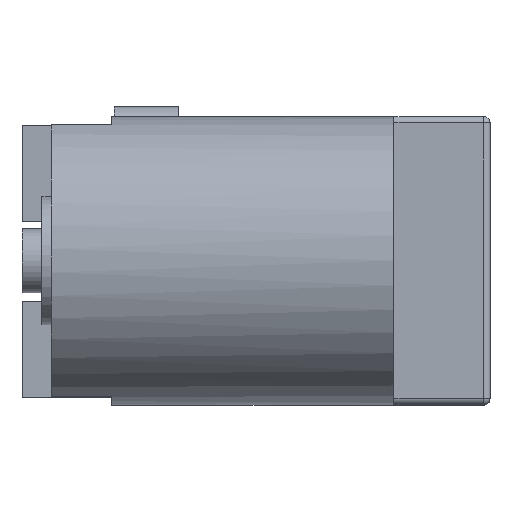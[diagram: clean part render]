
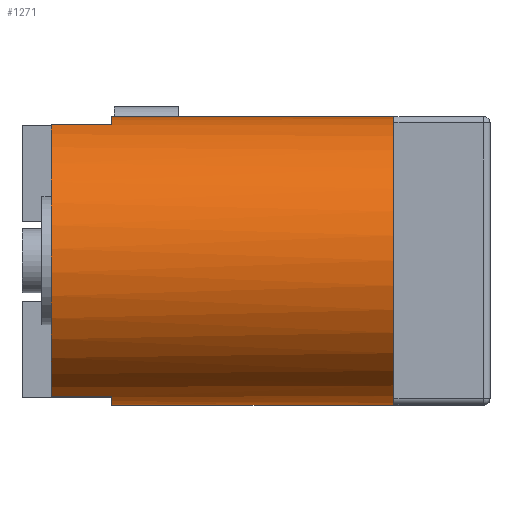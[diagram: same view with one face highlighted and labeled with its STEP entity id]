
A CAD part, top view. The second image highlights one B-rep face of the part: STEP entity #1271.
In plain terms, the highlighted cylindrical face has radius 4.5 mm (diameter 9 mm), a partial arc.
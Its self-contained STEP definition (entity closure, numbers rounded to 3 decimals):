
#1103=CARTESIAN_POINT('Line Origine',(-12.76,8.75,7.979)) ;
#1107=CARTESIAN_POINT('Vertex',(-13.7,8.75,7.979)) ;
#1109=CARTESIAN_POINT('Vertex',(-11.82,8.75,7.979)) ;
#1163=CARTESIAN_POINT('Vertex',(-13.7,0.25,7.979)) ;
#1193=CARTESIAN_POINT('Vertex',(-11.82,0.25,7.979)) ;
#1196=CARTESIAN_POINT('Line Origine',(-12.76,0.25,7.979)) ;
#1210=CARTESIAN_POINT('Axis2P3D Location',(-8.81,4.5,6.5)) ;
#1215=CARTESIAN_POINT('Axis2P3D Location',(-11.82,4.5,6.5)) ;
#1219=CARTESIAN_POINT('Vertex',(-11.82,0.,6.5)) ;
#1222=CARTESIAN_POINT('Line Origine',(-8.81,0.,6.5)) ;
#1226=CARTESIAN_POINT('Vertex',(-3.,0.,6.5)) ;
#1229=CARTESIAN_POINT('Axis2P3D Location',(-3.,4.5,6.5)) ;
#1233=CARTESIAN_POINT('Vertex',(-3.,4.5,11.)) ;
#1236=CARTESIAN_POINT('Axis2P3D Location',(-3.,4.5,6.5)) ;
#1240=CARTESIAN_POINT('Vertex',(-3.,9.,6.5)) ;
#1243=CARTESIAN_POINT('Line Origine',(-8.81,9.,6.5)) ;
#1247=CARTESIAN_POINT('Vertex',(-11.82,9.,6.5)) ;
#1250=CARTESIAN_POINT('Axis2P3D Location',(-11.82,4.5,6.5)) ;
#1255=CARTESIAN_POINT('Axis2P3D Location',(-13.7,4.5,6.5)) ;
#1104=DIRECTION('Vector Direction',(1.,0.,0.)) ;
#1197=DIRECTION('Vector Direction',(1.,0.,0.)) ;
#1211=DIRECTION('Axis2P3D Direction',(-1.,0.,0.)) ;
#1212=DIRECTION('Axis2P3D XDirection',(0.,-1.,0.)) ;
#1216=DIRECTION('Axis2P3D Direction',(-1.,0.,0.)) ;
#1223=DIRECTION('Vector Direction',(-1.,0.,0.)) ;
#1230=DIRECTION('Axis2P3D Direction',(-1.,0.,0.)) ;
#1237=DIRECTION('Axis2P3D Direction',(-1.,0.,0.)) ;
#1244=DIRECTION('Vector Direction',(-1.,0.,0.)) ;
#1251=DIRECTION('Axis2P3D Direction',(-1.,0.,0.)) ;
#1256=DIRECTION('Axis2P3D Direction',(-1.,0.,0.)) ;
#1213=AXIS2_PLACEMENT_3D('Cylinder Axis2P3D',#1210,#1211,#1212) ;
#1217=AXIS2_PLACEMENT_3D('Circle Axis2P3D',#1215,#1216,$) ;
#1231=AXIS2_PLACEMENT_3D('Circle Axis2P3D',#1229,#1230,$) ;
#1238=AXIS2_PLACEMENT_3D('Circle Axis2P3D',#1236,#1237,$) ;
#1252=AXIS2_PLACEMENT_3D('Circle Axis2P3D',#1250,#1251,$) ;
#1257=AXIS2_PLACEMENT_3D('Circle Axis2P3D',#1255,#1256,$) ;
#1261=ORIENTED_EDGE('',*,*,#1200,.T.) ;
#1262=ORIENTED_EDGE('',*,*,#1221,.F.) ;
#1263=ORIENTED_EDGE('',*,*,#1228,.T.) ;
#1264=ORIENTED_EDGE('',*,*,#1235,.T.) ;
#1265=ORIENTED_EDGE('',*,*,#1242,.T.) ;
#1266=ORIENTED_EDGE('',*,*,#1249,.F.) ;
#1267=ORIENTED_EDGE('',*,*,#1254,.F.) ;
#1268=ORIENTED_EDGE('',*,*,#1111,.F.) ;
#1269=ORIENTED_EDGE('',*,*,#1259,.T.) ;
#1105=VECTOR('Line Direction',#1104,1.) ;
#1198=VECTOR('Line Direction',#1197,1.) ;
#1224=VECTOR('Line Direction',#1223,1.) ;
#1245=VECTOR('Line Direction',#1244,1.) ;
#1271=ADVANCED_FACE('PartBody',(#1270),#1214,.T.) ;
#1218=CIRCLE('generated circle',#1217,4.5) ;
#1232=CIRCLE('generated circle',#1231,4.5) ;
#1239=CIRCLE('generated circle',#1238,4.5) ;
#1253=CIRCLE('generated circle',#1252,4.5) ;
#1258=CIRCLE('generated circle',#1257,4.5) ;
#1214=CYLINDRICAL_SURFACE('generated cylinder',#1213,4.5) ;
#1111=EDGE_CURVE('',#1108,#1110,#1106,.T.) ;
#1200=EDGE_CURVE('',#1164,#1194,#1199,.T.) ;
#1221=EDGE_CURVE('',#1220,#1194,#1218,.T.) ;
#1228=EDGE_CURVE('',#1220,#1227,#1225,.F.) ;
#1235=EDGE_CURVE('',#1227,#1234,#1232,.T.) ;
#1242=EDGE_CURVE('',#1234,#1241,#1239,.T.) ;
#1249=EDGE_CURVE('',#1248,#1241,#1246,.F.) ;
#1254=EDGE_CURVE('',#1110,#1248,#1253,.T.) ;
#1259=EDGE_CURVE('',#1108,#1164,#1258,.F.) ;
#1260=EDGE_LOOP('',(#1261,#1262,#1263,#1264,#1265,#1266,#1267,#1268,#1269)) ;
#1270=FACE_OUTER_BOUND('',#1260,.T.) ;
#1106=LINE('Line',#1103,#1105) ;
#1199=LINE('Line',#1196,#1198) ;
#1225=LINE('Line',#1222,#1224) ;
#1246=LINE('Line',#1243,#1245) ;
#1108=VERTEX_POINT('',#1107) ;
#1110=VERTEX_POINT('',#1109) ;
#1164=VERTEX_POINT('',#1163) ;
#1194=VERTEX_POINT('',#1193) ;
#1220=VERTEX_POINT('',#1219) ;
#1227=VERTEX_POINT('',#1226) ;
#1234=VERTEX_POINT('',#1233) ;
#1241=VERTEX_POINT('',#1240) ;
#1248=VERTEX_POINT('',#1247) ;
